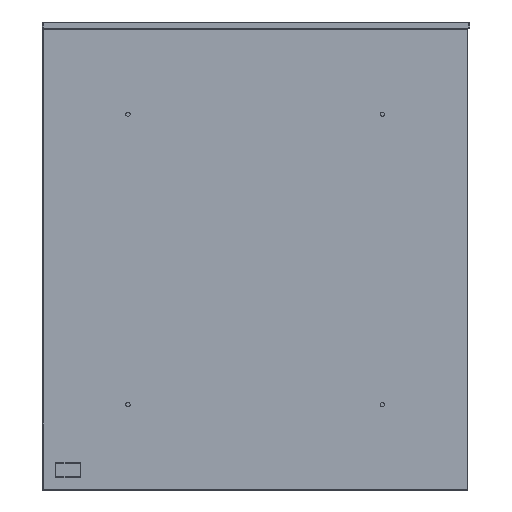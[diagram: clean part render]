
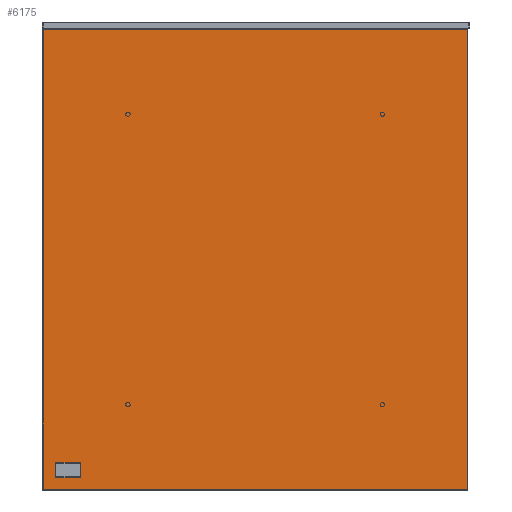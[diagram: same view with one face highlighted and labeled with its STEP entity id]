
A CAD part, left-side view. The second image highlights one B-rep face of the part: STEP entity #6175.
In plain terms, the highlighted planar face has unit normal (-1, 0, 0).
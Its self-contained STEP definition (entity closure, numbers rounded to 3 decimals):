
#5913=CARTESIAN_POINT('',(-1420.943,3185.176,1.131));
#5914=VERTEX_POINT('',#5913);
#5915=CARTESIAN_POINT('',(-1420.943,3185.176,538.869));
#5916=VERTEX_POINT('',#5915);
#5917=CARTESIAN_POINT('',(-1420.943,3185.176,1.131));
#5918=DIRECTION('',(0.0,0.0,1.0));
#5919=VECTOR('',#5918,537.737);
#5920=LINE('',#5917,#5919);
#5921=EDGE_CURVE('',#5914,#5916,#5920,.T.);
#5944=CARTESIAN_POINT('',(-1420.943,3184.845,539.2));
#5945=VERTEX_POINT('',#5944);
#5946=CARTESIAN_POINT('',(-1420.943,3185.176,538.869));
#5947=DIRECTION('',(0.0,-0.707,0.707));
#5948=VECTOR('',#5947,0.469);
#5949=LINE('',#5946,#5948);
#5950=EDGE_CURVE('',#5916,#5945,#5949,.T.);
#5968=CARTESIAN_POINT('',(-1420.943,2689.107,539.2));
#5969=VERTEX_POINT('',#5968);
#5970=CARTESIAN_POINT('',(-1420.943,3184.845,539.2));
#5971=DIRECTION('',(0.0,-1.0,0.0));
#5972=VECTOR('',#5971,495.737);
#5973=LINE('',#5970,#5972);
#5974=EDGE_CURVE('',#5945,#5969,#5973,.T.);
#6001=CARTESIAN_POINT('',(-1420.943,2688.776,538.869));
#6002=VERTEX_POINT('',#6001);
#6003=CARTESIAN_POINT('',(-1420.943,2689.107,539.2));
#6004=DIRECTION('',(0.0,-0.707,-0.707));
#6005=VECTOR('',#6004,0.469);
#6006=LINE('',#6003,#6005);
#6007=EDGE_CURVE('',#5969,#6002,#6006,.T.);
#6032=CARTESIAN_POINT('',(-1420.943,2688.776,1.131));
#6033=VERTEX_POINT('',#6032);
#6034=CARTESIAN_POINT('',(-1420.943,2688.776,538.869));
#6035=DIRECTION('',(0.0,0.0,-1.0));
#6036=VECTOR('',#6035,537.737);
#6037=LINE('',#6034,#6036);
#6038=EDGE_CURVE('',#6002,#6033,#6037,.T.);
#6063=CARTESIAN_POINT('',(-1420.943,2689.107,0.8));
#6064=VERTEX_POINT('',#6063);
#6065=CARTESIAN_POINT('',(-1420.943,2688.776,1.131));
#6066=DIRECTION('',(0.0,0.707,-0.707));
#6067=VECTOR('',#6066,0.469);
#6068=LINE('',#6065,#6067);
#6069=EDGE_CURVE('',#6033,#6064,#6068,.T.);
#6092=CARTESIAN_POINT('',(-1420.943,3184.845,0.8));
#6093=VERTEX_POINT('',#6092);
#6094=CARTESIAN_POINT('',(-1420.943,2689.107,0.8));
#6095=DIRECTION('',(0.0,1.0,0.0));
#6096=VECTOR('',#6095,495.737);
#6097=LINE('',#6094,#6096);
#6098=EDGE_CURVE('',#6064,#6093,#6097,.T.);
#6116=CARTESIAN_POINT('',(-1420.943,3184.845,0.8));
#6117=DIRECTION('',(0.0,0.707,0.707));
#6118=VECTOR('',#6117,0.469);
#6119=LINE('',#6116,#6118);
#6120=EDGE_CURVE('',#6093,#5914,#6119,.T.);
#6160=CARTESIAN_POINT('',(-1420.943,2936.976,0.799));
#6161=DIRECTION('',(-1.0,0.0,0.0));
#6162=DIRECTION('',(0.0,0.0,1.0));
#6163=AXIS2_PLACEMENT_3D('',#6160,#6161,#6162);
#6164=PLANE('',#6163);
#6165=ORIENTED_EDGE('',*,*,#5921,.F.);
#6166=ORIENTED_EDGE('',*,*,#6120,.F.);
#6167=ORIENTED_EDGE('',*,*,#6098,.F.);
#6168=ORIENTED_EDGE('',*,*,#6069,.F.);
#6169=ORIENTED_EDGE('',*,*,#6038,.F.);
#6170=ORIENTED_EDGE('',*,*,#6007,.F.);
#6171=ORIENTED_EDGE('',*,*,#5974,.F.);
#6172=ORIENTED_EDGE('',*,*,#5950,.F.);
#6173=EDGE_LOOP('',(#6165,#6166,#6167,#6168,#6169,#6170,#6171,#6172));
#6174=FACE_OUTER_BOUND('',#6173,.T.);
#6175=ADVANCED_FACE('',(#6174),#6164,.T.);
